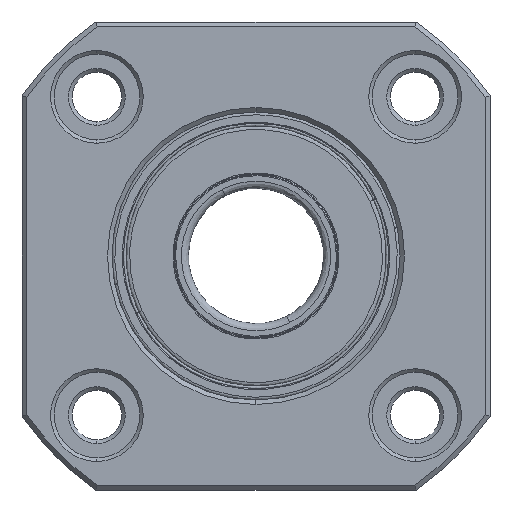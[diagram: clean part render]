
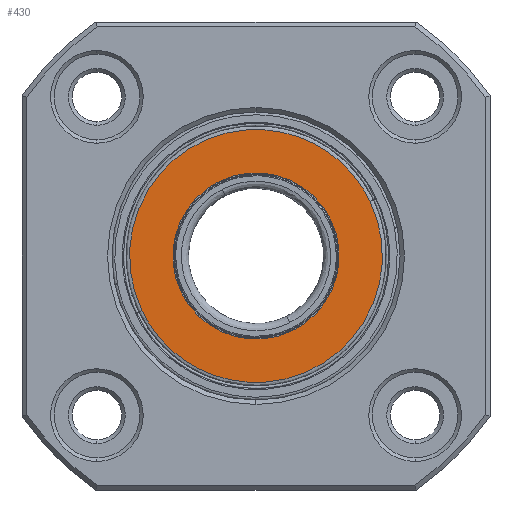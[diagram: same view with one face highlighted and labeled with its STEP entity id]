
A CAD part, left-side view. The second image highlights one B-rep face of the part: STEP entity #430.
In plain terms, the highlighted face is planar.
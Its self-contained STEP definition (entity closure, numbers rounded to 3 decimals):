
#71 =( BOUNDED_CURVE ( )  B_SPLINE_CURVE ( 3, ( #4419, #4517, #4518, #4519 ),
 .UNSPECIFIED., .F., .F. ) 
 B_SPLINE_CURVE_WITH_KNOTS ( ( 4, 4 ),
 ( 0., 1. ),
 .UNSPECIFIED. ) 
 CURVE ( )  GEOMETRIC_REPRESENTATION_ITEM ( )  RATIONAL_B_SPLINE_CURVE ( ( 1., 0.333, 0.333, 1. ) ) 
 REPRESENTATION_ITEM ( '' )  );
#76 =( BOUNDED_CURVE ( )  B_SPLINE_CURVE ( 3, ( #4621, #4625, #4626, #4627 ),
 .UNSPECIFIED., .F., .T. ) 
 B_SPLINE_CURVE_WITH_KNOTS ( ( 4, 4 ),
 ( 0., 1. ),
 .UNSPECIFIED. ) 
 CURVE ( )  GEOMETRIC_REPRESENTATION_ITEM ( )  RATIONAL_B_SPLINE_CURVE ( ( 1., 0.333, 0.333, 1. ) ) 
 REPRESENTATION_ITEM ( '' )  );
#430 = ADVANCED_FACE ( 'NONE', ( #3055, #3058 ), #3802, .F. ) ;
#734 = ORIENTED_EDGE ( 'NONE', *, *, #1173, .F. ) ;
#735 = ORIENTED_EDGE ( 'NONE', *, *, #1167, .F. ) ;
#736 = ORIENTED_EDGE ( 'NONE', *, *, #1151, .F. ) ;
#737 = ORIENTED_EDGE ( 'NONE', *, *, #1187, .F. ) ;
#816 = EDGE_LOOP ( 'NONE', ( #734, #735 ) ) ;
#820 = EDGE_LOOP ( 'NONE', ( #736, #737 ) ) ;
#1151 = EDGE_CURVE ( 'NONE', #5837, #5820, #71, .T. ) ;
#1167 = EDGE_CURVE ( 'NONE', #5983, #6002, #3167, .T. ) ;
#1173 = EDGE_CURVE ( 'NONE', #6002, #5983, #3175, .T. ) ;
#1187 = EDGE_CURVE ( 'NONE', #5820, #5837, #76, .T. ) ;
#3055 = FACE_BOUND ( 'NONE', #816, .T. ) ;
#3058 = FACE_OUTER_BOUND ( 'NONE', #820, .T. ) ;
#3167 = CIRCLE ( 'NONE', #3360, 9.235 ) ;
#3175 = CIRCLE ( 'NONE', #4687, 9.235 ) ;
#3299 = AXIS2_PLACEMENT_3D ( 'NONE', #3801, #3803, #3804 ) ;
#3360 = AXIS2_PLACEMENT_3D ( 'NONE', #4568, #4569, #4570 ) ;
#3801 = CARTESIAN_POINT ( 'NONE',  ( 0.5, 9.235, 0. ) ) ;
#3802 = PLANE ( 'NONE',  #3299 ) ;
#3803 = DIRECTION ( 'NONE',  ( -1., 0., 0. ) ) ;
#3804 = DIRECTION ( 'NONE',  ( 0., 0., 1. ) ) ;
#4419 = CARTESIAN_POINT ( 'NONE',  ( 0.5, 0., -14.052 ) ) ;
#4517 = CARTESIAN_POINT ( 'NONE',  ( 0.5, -28.105, -14.052 ) ) ;
#4518 = CARTESIAN_POINT ( 'NONE',  ( 0.5, -28.105, 14.052 ) ) ;
#4519 = CARTESIAN_POINT ( 'NONE',  ( 0.5, 0., 14.052 ) ) ;
#4568 = CARTESIAN_POINT ( 'NONE',  ( 0.5, 0., 0. ) ) ;
#4569 = DIRECTION ( 'NONE',  ( 1., 0., 0. ) ) ;
#4570 = DIRECTION ( 'NONE',  ( 0., 0., 1. ) ) ;
#4585 = CARTESIAN_POINT ( 'NONE',  ( 0.5, 0., 0. ) ) ;
#4587 = DIRECTION ( 'NONE',  ( 1., 0., 0. ) ) ;
#4588 = DIRECTION ( 'NONE',  ( 0., 0., 1. ) ) ;
#4621 = CARTESIAN_POINT ( 'NONE',  ( 0.5, 0., 14.052 ) ) ;
#4625 = CARTESIAN_POINT ( 'NONE',  ( 0.5, 28.105, 14.052 ) ) ;
#4626 = CARTESIAN_POINT ( 'NONE',  ( 0.5, 28.105, -14.052 ) ) ;
#4627 = CARTESIAN_POINT ( 'NONE',  ( 0.5, 0., -14.052 ) ) ;
#4687 = AXIS2_PLACEMENT_3D ( 'NONE', #4585, #4587, #4588 ) ;
#5459 = CARTESIAN_POINT ( 'NONE',  ( 0.5, 0., 14.052 ) ) ;
#5476 = CARTESIAN_POINT ( 'NONE',  ( 0.5, 0., -14.052 ) ) ;
#5609 = CARTESIAN_POINT ( 'NONE',  ( 0.5, 0., -9.235 ) ) ;
#5621 = CARTESIAN_POINT ( 'NONE',  ( 0.5, 0., 9.235 ) ) ;
#5820 = VERTEX_POINT ( 'NONE', #5459 ) ;
#5837 = VERTEX_POINT ( 'NONE', #5476 ) ;
#5983 = VERTEX_POINT ( 'NONE', #5609 ) ;
#6002 = VERTEX_POINT ( 'NONE', #5621 ) ;
